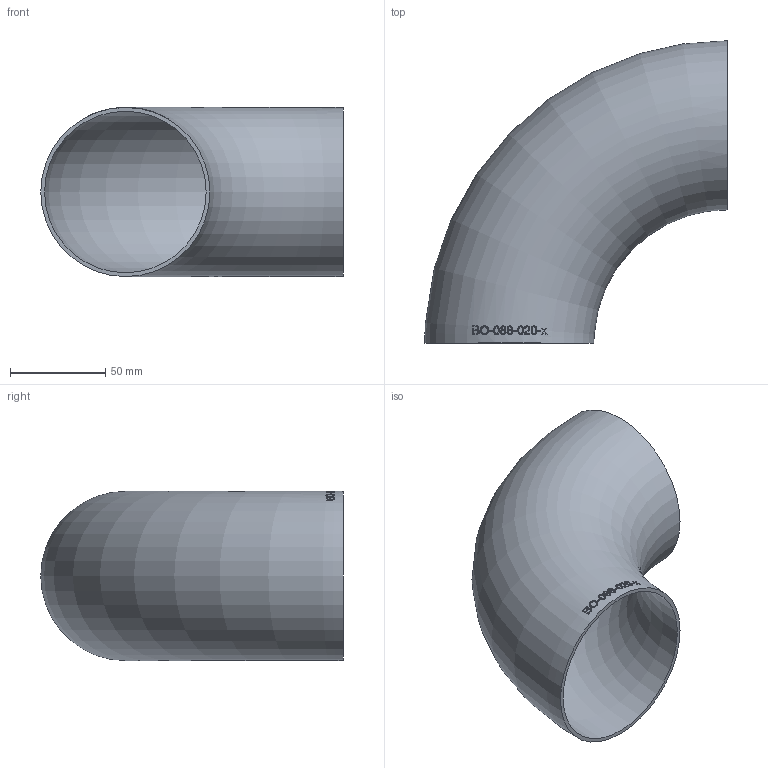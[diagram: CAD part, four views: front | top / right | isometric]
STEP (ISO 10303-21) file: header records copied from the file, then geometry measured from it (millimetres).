
FILE_DESCRIPTION (( 'STEP AP214' ), '1' );
FILE_NAME ('BO-088-020-x Bogen 1910.STEP', '2019-10-31T12:24:40', ( '' ), ( '' ), 'SwSTEP 2.0', 'SolidWorks 2016', '' );
FILE_SCHEMA (( 'AUTOMOTIVE_DESIGN' ));
Length unit declared in the file: millimetre
Products named in the file (1): BO-088-020-x Bogen 1910
Bounding box: 158.95 x 158.95 x 88.9 mm (x, y, z)
Volume: 98197.4 mm3; surface area: 99316.7 mm2
Topology: 1 solids, 1 shells, 147 faces, 373 edges, 249 vertices
Faces by surface type: bspline 81, plane 42, torus 24
Entity records: 8974 total; most frequent: CARTESIAN_POINT 4664, ORIENTED_EDGE 734, EDGE_CURVE 367, DIRECTION 263, VERTEX_POINT 246, B_SPLINE_CURVE_WITH_KNOTS 242, EDGE_LOOP 173, FACE_OUTER_BOUND 149
